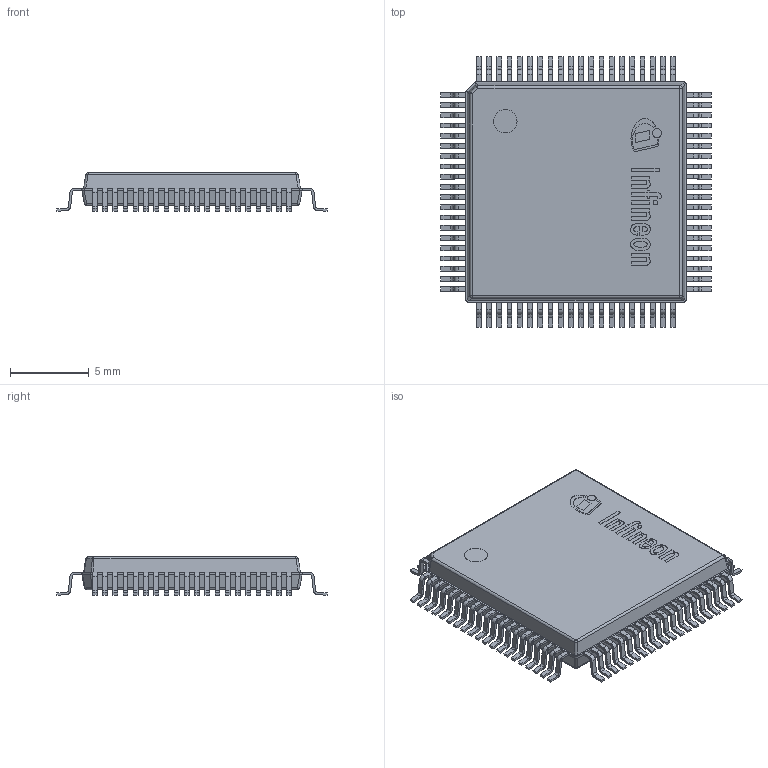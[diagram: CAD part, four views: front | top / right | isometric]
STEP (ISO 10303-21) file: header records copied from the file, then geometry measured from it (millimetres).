
FILE_DESCRIPTION(/* description */ (''),/* implementation_level */ '2;1');
FILE_NAME(/* name */ 'PG-MQFP-80-7_Z8B00004823_V06_3D.stp',/* time_stamp */ '2024-07-26T17:25:31+05:30',/* author */ ('sivamani'),/* organization */ (''),/* preprocessor_version */ 'ST-DEVELOPER v19.2',/* originating_system */ 'AutoCAD Mechanical',/* authorisation */ '');
FILE_SCHEMA (('AUTOMOTIVE_DESIGN { 1 0 10303 214 3 1 1 }'));
Length unit declared in the file: millimetre
Products named in the file (1): Product
Bounding box: 17.2 x 17.2 x 2.46 mm (x, y, z)
Volume: 405.5 mm3; surface area: 1467 mm2
Topology: 96 solids, 96 shells, 1303 faces, 3295 edges, 2186 vertices
Faces by surface type: plane 914, cylinder 357, bspline 20, sphere 10, torus 2
Entity records: 39297 total; most frequent: CARTESIAN_POINT 7297, ORIENTED_EDGE 6590, DIRECTION 6541, EDGE_CURVE 3295, LINE 2537, VECTOR 2537, VERTEX_POINT 2186, AXIS2_PLACEMENT_3D 2002
